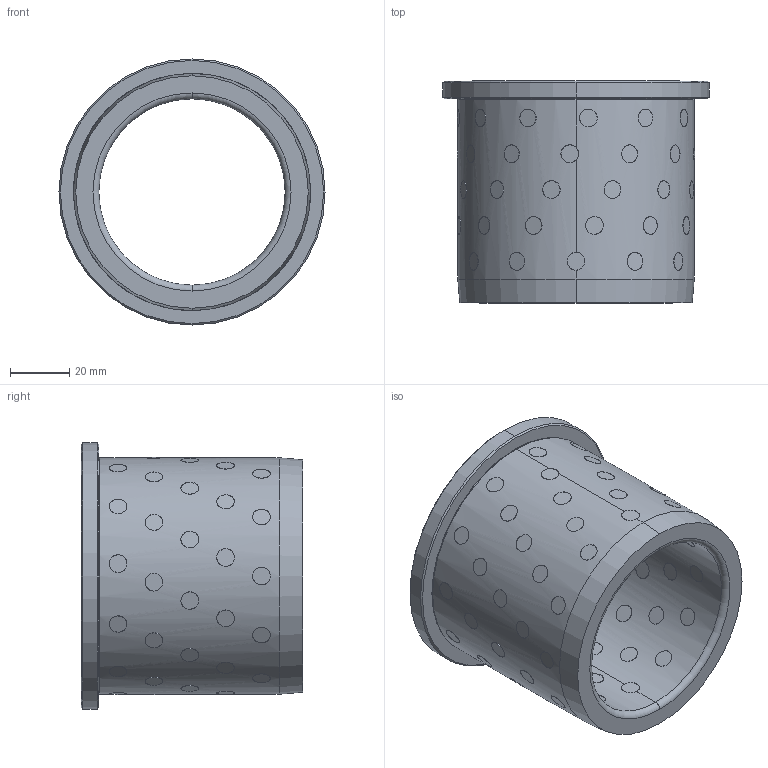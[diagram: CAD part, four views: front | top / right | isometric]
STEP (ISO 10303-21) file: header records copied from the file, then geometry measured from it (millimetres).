
FILE_DESCRIPTION (( 'STEP AP214' ), '1' );
FILE_NAME ('JUM-PAD-D63-L75.STEP', '2021-10-19T02:48:43', ( '' ), ( '' ), 'SwSTEP 2.0', 'SolidWorks 2016', '' );
FILE_SCHEMA (( 'AUTOMOTIVE_DESIGN' ));
Length unit declared in the file: millimetre
Products named in the file (65): ʯī-L8.5; JUM-PAD-D63-L75; JNM-PAD-D63-L75
Assembly tree (62 placements, depth 2):
  ʯī-L8.5
  ʯī-L8.5
  ʯī-L8.5
  JUM-PAD-D63-L75
    JNM-PAD-D63-L75
  ʯī-L8.5
Bounding box: 90 x 75 x 90 mm (x, y, z)
Volume: 149308.3 mm3; surface area: 58824.1 mm2
Topology: 61 solids, 61 shells, 385 faces, 795 edges, 526 vertices
Faces by surface type: cylinder 248, plane 123, cone 10, torus 4
Entity records: 13923 total; most frequent: CARTESIAN_POINT 8643, ORIENTED_EDGE 880, DIRECTION 654, EDGE_CURVE 440, VERTEX_POINT 288, EDGE_LOOP 264, B_SPLINE_CURVE_WITH_KNOTS 257, AXIS2_PLACEMENT_3D 253
